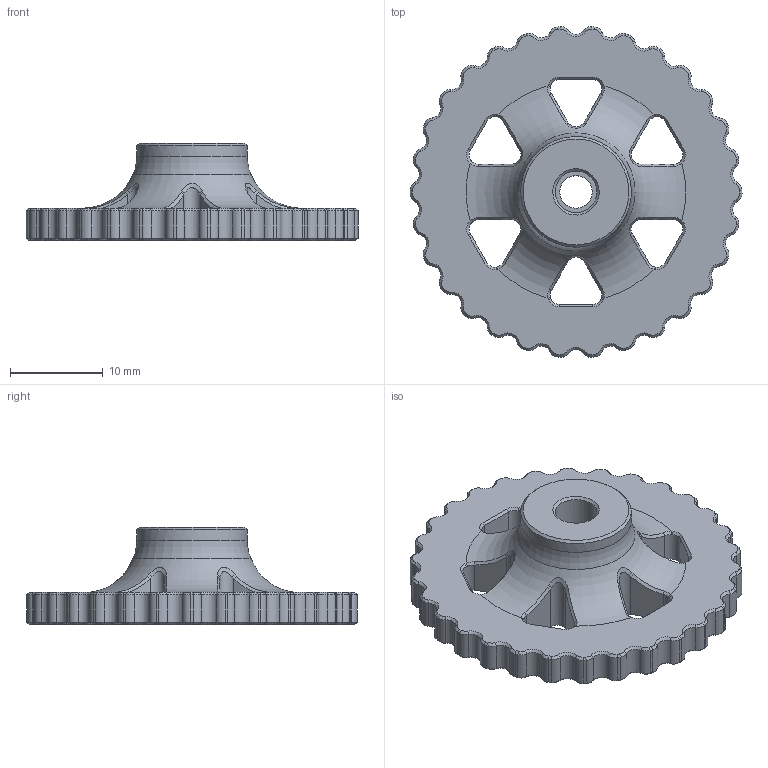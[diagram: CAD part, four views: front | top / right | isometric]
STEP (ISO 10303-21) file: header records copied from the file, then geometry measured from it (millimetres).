
FILE_DESCRIPTION(/* description */ (''),/* implementation_level */ '2;1');
FILE_NAME(/* name */ 'Snowknob.step',/* time_stamp */ '2023-04-06T09:33:17-06:00',/* author */ (''),/* organization */ (''),/* preprocessor_version */ 'ST-DEVELOPER v19.2',/* originating_system */ 'Autodesk Translation Framework v12.4.0.73',/* authorisation */ '');
FILE_SCHEMA (('AUTOMOTIVE_DESIGN { 1 0 10303 214 3 1 1 }'));
Length unit declared in the file: millimetre
Products named in the file (1): Snowknob
Bounding box: 35.8 x 35.64 x 10.5 mm (x, y, z)
Volume: 3878 mm3; surface area: 2778.6 mm2
Topology: 1 solids, 1 shells, 491 faces, 1190 edges, 697 vertices
Faces by surface type: cone 194, plane 118, cylinder 111, bspline 66, torus 2
Full cylindrical faces by diameter (mm): 3.5 x1, 4.5 x1, 11.918 x1
Entity records: 15817 total; most frequent: CARTESIAN_POINT 4515, ORIENTED_EDGE 2380, DIRECTION 2333, EDGE_CURVE 1190, AXIS2_PLACEMENT_3D 849, VERTEX_POINT 697, LINE 635, VECTOR 635
